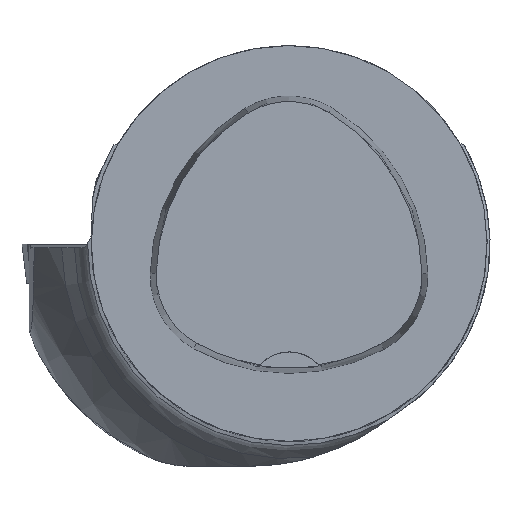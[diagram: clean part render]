
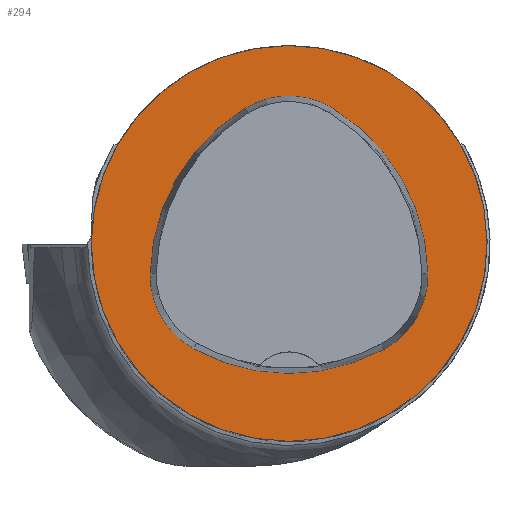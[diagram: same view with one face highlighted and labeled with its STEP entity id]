
A CAD part, top view. The second image highlights one B-rep face of the part: STEP entity #294.
In plain terms, the highlighted planar face has unit normal (0, 0, 1).
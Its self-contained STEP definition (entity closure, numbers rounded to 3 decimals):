
#294=ADVANCED_FACE('',(#568,#569),#347,.T.);
#347=PLANE('',#1745);
#568=FACE_BOUND('',#639,.T.);
#569=FACE_BOUND('',#640,.T.);
#639=EDGE_LOOP('',(#954,#955,#956,#957,#958,#959));
#640=EDGE_LOOP('',(#960));
#954=ORIENTED_EDGE('',*,*,#1418,.T.);
#955=ORIENTED_EDGE('',*,*,#1398,.T.);
#956=ORIENTED_EDGE('',*,*,#1402,.T.);
#957=ORIENTED_EDGE('',*,*,#1405,.T.);
#958=ORIENTED_EDGE('',*,*,#1408,.T.);
#959=ORIENTED_EDGE('',*,*,#1416,.T.);
#960=ORIENTED_EDGE('',*,*,#1361,.F.);
#1192=VERTEX_POINT('',#2674);
#1218=VERTEX_POINT('',#2795);
#1219=VERTEX_POINT('',#2796);
#1222=VERTEX_POINT('',#2804);
#1224=VERTEX_POINT('',#2810);
#1226=VERTEX_POINT('',#2816);
#1233=VERTEX_POINT('',#2837);
#1361=EDGE_CURVE('',#1192,#1192,#1481,.T.);
#1398=EDGE_CURVE('',#1218,#1219,#1489,.T.);
#1402=EDGE_CURVE('',#1219,#1222,#1491,.T.);
#1405=EDGE_CURVE('',#1222,#1224,#1493,.T.);
#1408=EDGE_CURVE('',#1224,#1226,#1495,.T.);
#1416=EDGE_CURVE('',#1226,#1233,#1499,.T.);
#1418=EDGE_CURVE('',#1233,#1218,#1501,.T.);
#1481=CIRCLE('',#1695,20.);
#1489=CIRCLE('',#1723,20.);
#1491=CIRCLE('',#1726,8.5);
#1493=CIRCLE('',#1729,20.);
#1495=CIRCLE('',#1732,8.5);
#1499=CIRCLE('',#1737,20.);
#1501=CIRCLE('',#1740,8.5);
#1695=AXIS2_PLACEMENT_3D('',#2673,#2023,#2024);
#1723=AXIS2_PLACEMENT_3D('',#2794,#2091,#2092);
#1726=AXIS2_PLACEMENT_3D('',#2803,#2099,#2100);
#1729=AXIS2_PLACEMENT_3D('',#2809,#2106,#2107);
#1732=AXIS2_PLACEMENT_3D('',#2815,#2113,#2114);
#1737=AXIS2_PLACEMENT_3D('',#2838,#2125,#2126);
#1740=AXIS2_PLACEMENT_3D('',#2841,#2131,#2132);
#1745=AXIS2_PLACEMENT_3D('',#2846,#2141,#2142);
#2023=DIRECTION('',(0.,0.,-1.));
#2024=DIRECTION('',(-1.,0.,0.));
#2091=DIRECTION('',(0.,0.,-1.));
#2092=DIRECTION('',(-1.,0.,0.));
#2099=DIRECTION('',(0.,0.,-1.));
#2100=DIRECTION('',(-1.,0.,0.));
#2106=DIRECTION('',(0.,0.,-1.));
#2107=DIRECTION('',(-1.,0.,0.));
#2113=DIRECTION('',(0.,0.,-1.));
#2114=DIRECTION('',(-1.,0.,0.));
#2125=DIRECTION('',(0.,0.,-1.));
#2126=DIRECTION('',(-1.,0.,0.));
#2131=DIRECTION('',(0.,0.,-1.));
#2132=DIRECTION('',(-1.,0.,0.));
#2141=DIRECTION('',(0.,0.,1.));
#2142=DIRECTION('',(1.,0.,0.));
#2673=CARTESIAN_POINT('',(0.,0.,0.));
#2674=CARTESIAN_POINT('',(-20.,0.,0.));
#2794=CARTESIAN_POINT('',(5.955,-3.414,0.));
#2795=CARTESIAN_POINT('',(-14.041,-3.042,0.));
#2796=CARTESIAN_POINT('',(-4.472,13.653,0.));
#2803=CARTESIAN_POINT('',(-0.04,6.4,0.));
#2804=CARTESIAN_POINT('',(4.347,13.68,0.));
#2809=CARTESIAN_POINT('',(-5.976,-3.45,0.));
#2810=CARTESIAN_POINT('',(14.021,-3.075,0.));
#2815=CARTESIAN_POINT('',(5.522,-3.235,0.));
#2816=CARTESIAN_POINT('',(9.588,-10.699,0.));
#2837=CARTESIAN_POINT('',(-9.655,-10.639,0.));
#2838=CARTESIAN_POINT('',(0.022,6.864,0.));
#2841=CARTESIAN_POINT('',(-5.543,-3.2,0.));
#2846=CARTESIAN_POINT('',(0.,0.,0.));
